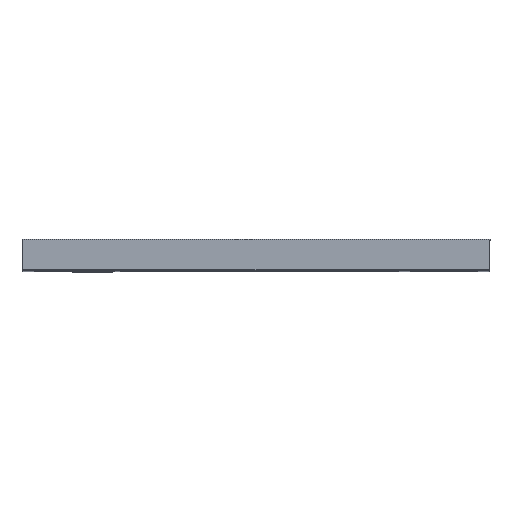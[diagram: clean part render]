
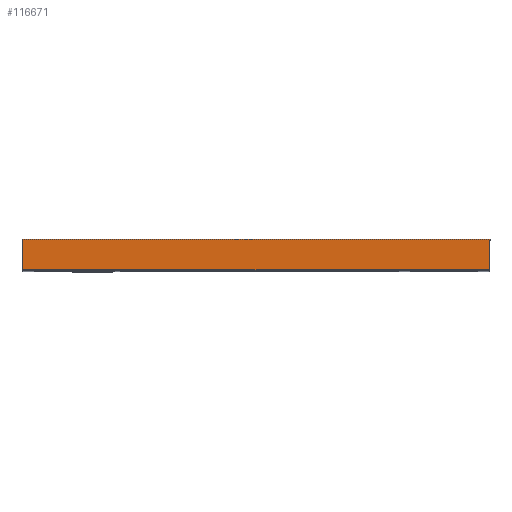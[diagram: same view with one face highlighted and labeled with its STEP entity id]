
A CAD part, top view. The second image highlights one B-rep face of the part: STEP entity #116671.
In plain terms, the highlighted planar face has unit normal (0, -0.026, 1).
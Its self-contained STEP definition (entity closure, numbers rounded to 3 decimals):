
#3460 = LINE ( 'NONE', #72461, #98152 ) ;
#6911 = VERTEX_POINT ( 'NONE', #8332 ) ;
#8332 = CARTESIAN_POINT ( 'NONE',  ( 0., 60., 600. ) ) ;
#20473 = LINE ( 'NONE', #39609, #120922 ) ;
#24675 = VECTOR ( 'NONE', #106041, 1000. ) ;
#24960 = EDGE_CURVE ( 'NONE', #6911, #54906, #125198, .T. ) ;
#28882 = EDGE_LOOP ( 'NONE', ( #79012, #91237, #57347, #95660 ) ) ;
#32850 = DIRECTION ( 'NONE',  ( 0.026, 0.999, 0.026 ) ) ;
#34973 = EDGE_CURVE ( 'NONE', #55444, #120441, #3460, .T. ) ;
#39609 = CARTESIAN_POINT ( 'NONE',  ( 900., 60., 600. ) ) ;
#40903 = LINE ( 'NONE', #68991, #55068 ) ;
#44251 = CARTESIAN_POINT ( 'NONE',  ( 898.48, 1.948, 598.48 ) ) ;
#46704 = CARTESIAN_POINT ( 'NONE',  ( 0.017, 59.346, 599.983 ) ) ;
#47712 = EDGE_CURVE ( 'NONE', #120441, #6911, #20473, .T. ) ;
#54906 = VERTEX_POINT ( 'NONE', #109593 ) ;
#55068 = VECTOR ( 'NONE', #118763, 1000. ) ;
#55444 = VERTEX_POINT ( 'NONE', #44251 ) ;
#57347 = ORIENTED_EDGE ( 'NONE', *, *, #34973, .T. ) ;
#58944 = DIRECTION ( 'NONE',  ( 0., -1., -0.026 ) ) ;
#68991 = CARTESIAN_POINT ( 'NONE',  ( 898.429, 1.948, 598.48 ) ) ;
#72461 = CARTESIAN_POINT ( 'NONE',  ( 899.983, 59.346, 599.983 ) ) ;
#79012 = ORIENTED_EDGE ( 'NONE', *, *, #24960, .T. ) ;
#88308 = CARTESIAN_POINT ( 'NONE',  ( 900., 60., 600. ) ) ;
#91237 = ORIENTED_EDGE ( 'NONE', *, *, #111975, .T. ) ;
#94441 = CARTESIAN_POINT ( 'NONE',  ( 900., 60., 600. ) ) ;
#95196 = AXIS2_PLACEMENT_3D ( 'NONE', #88308, #120209, #58944 ) ;
#95660 = ORIENTED_EDGE ( 'NONE', *, *, #47712, .T. ) ;
#98152 = VECTOR ( 'NONE', #32850, 1000. ) ;
#100218 = DIRECTION ( 'NONE',  ( -1., 0., 0. ) ) ;
#106041 = DIRECTION ( 'NONE',  ( 0.026, -0.999, -0.026 ) ) ;
#109593 = CARTESIAN_POINT ( 'NONE',  ( 1.52, 1.948, 598.48 ) ) ;
#110021 = PLANE ( 'NONE',  #95196 ) ;
#111975 = EDGE_CURVE ( 'NONE', #54906, #55444, #40903, .T. ) ;
#116671 = ADVANCED_FACE ( 'NONE', ( #118295 ), #110021, .T. ) ;
#118295 = FACE_OUTER_BOUND ( 'NONE', #28882, .T. ) ;
#118763 = DIRECTION ( 'NONE',  ( 1., 0., 0. ) ) ;
#120209 = DIRECTION ( 'NONE',  ( 0., -0.026, 1. ) ) ;
#120441 = VERTEX_POINT ( 'NONE', #94441 ) ;
#120922 = VECTOR ( 'NONE', #100218, 1000. ) ;
#125198 = LINE ( 'NONE', #46704, #24675 ) ;
